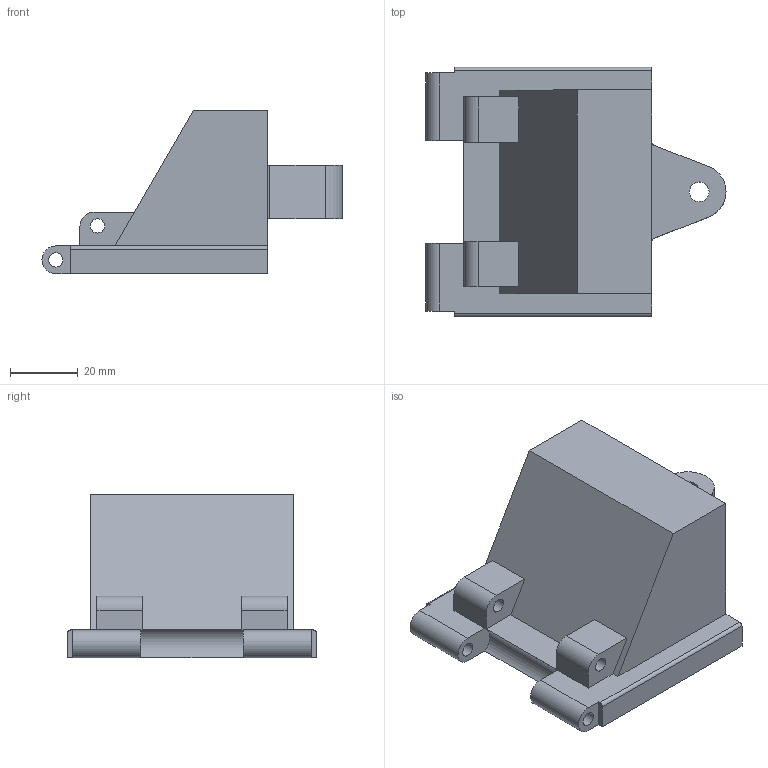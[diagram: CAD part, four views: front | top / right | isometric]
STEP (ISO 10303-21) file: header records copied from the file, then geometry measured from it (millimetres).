
FILE_DESCRIPTION(('FreeCAD Model'),'2;1');
FILE_NAME('Open CASCADE Shape Model','2025-11-13T13:27:20',(''),(''), 'Open CASCADE STEP processor 7.7','FreeCAD','Unknown');
FILE_SCHEMA(('AUTOMOTIVE_DESIGN { 1 0 10303 214 1 1 1 1 }'));
Length unit declared in the file: millimetre
Products named in the file (1): Body
Bounding box: 88.45 x 73.4 x 48.2 mm (x, y, z)
Volume: 103293.2 mm3; surface area: 21677.6 mm2
Topology: 1 solids, 1 shells, 54 faces, 149 edges, 98 vertices
Faces by surface type: plane 37, cylinder 17
Full cylindrical faces by diameter (mm): 4.2 x4, 5.8 x1
Entity records: 1757 total; most frequent: CARTESIAN_POINT 302, ORIENTED_EDGE 298, DIRECTION 293, EDGE_CURVE 149, LINE 115, VECTOR 115, VERTEX_POINT 98, AXIS2_PLACEMENT_3D 89
